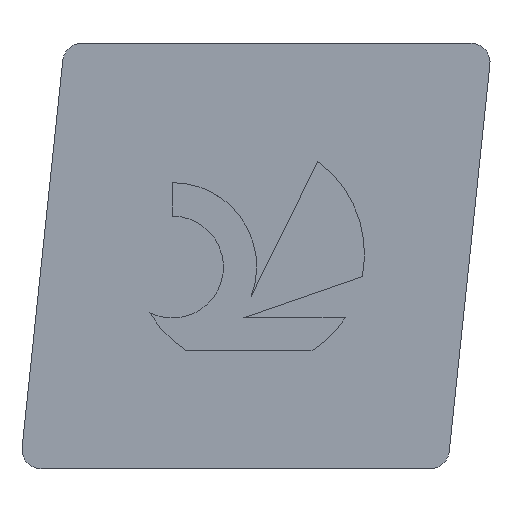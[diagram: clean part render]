
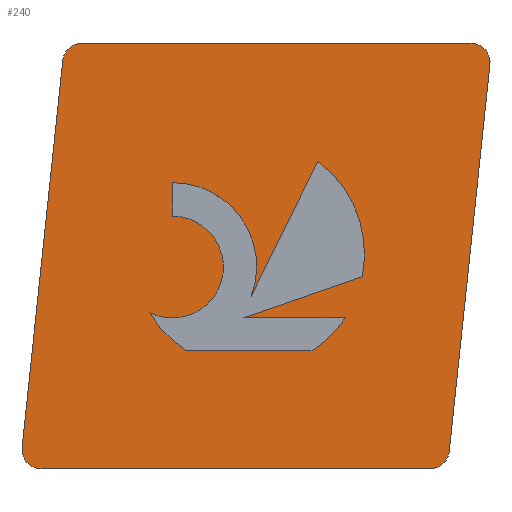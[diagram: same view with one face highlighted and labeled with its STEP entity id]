
A CAD part, top view. The second image highlights one B-rep face of the part: STEP entity #240.
In plain terms, the highlighted planar face has unit normal (0, 0, 1).
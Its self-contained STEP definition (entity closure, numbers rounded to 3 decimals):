
#142=EDGE_CURVE('',#242,#208,#394,.T.);
#146=EDGE_CURVE('',#230,#152,#399,.T.);
#152=VERTEX_POINT('',#405);
#158=VERTEX_POINT('',#413);
#168=VERTEX_POINT('',#424);
#170=EDGE_CURVE('',#268,#372,#426,.T.);
#174=VERTEX_POINT('',#430);
#186=VERTEX_POINT('',#443);
#192=EDGE_CURVE('',#168,#230,#450,.T.);
#198=EDGE_CURVE('',#334,#158,#456,.T.);
#208=VERTEX_POINT('',#466);
#210=EDGE_CURVE('',#298,#334,#468,.T.);
#216=VERTEX_POINT('',#474);
#224=EDGE_CURVE('',#350,#352,#483,.T.);
#226=EDGE_CURVE('',#372,#228,#485,.T.);
#228=VERTEX_POINT('',#487);
#230=VERTEX_POINT('',#489);
#234=VERTEX_POINT('',#494);
#238=EDGE_CURVE('',#208,#348,#499,.T.);
#240=ADVANCED_FACE('',(#501,#502),#503,.T.);
#242=VERTEX_POINT('',#505);
#250=EDGE_CURVE('',#348,#298,#514,.T.);
#264=VERTEX_POINT('',#529);
#268=VERTEX_POINT('',#533);
#274=EDGE_CURVE('',#352,#268,#540,.T.);
#276=EDGE_CURVE('',#234,#186,#542,.T.);
#280=EDGE_CURVE('',#228,#168,#546,.T.);
#284=EDGE_CURVE('',#152,#350,#550,.T.);
#288=EDGE_CURVE('',#186,#264,#554,.T.);
#298=VERTEX_POINT('',#566);
#308=EDGE_CURVE('',#158,#234,#577,.T.);
#316=EDGE_CURVE('',#174,#216,#586,.T.);
#324=EDGE_CURVE('',#216,#242,#594,.T.);
#330=EDGE_CURVE('',#264,#174,#600,.T.);
#334=VERTEX_POINT('',#604);
#348=VERTEX_POINT('',#621);
#350=VERTEX_POINT('',#623);
#352=VERTEX_POINT('',#625);
#372=VERTEX_POINT('',#646);
#394=CIRCLE('',#660,4.845);
#399=LINE('',#666,#667);
#405=CARTESIAN_POINT('',(2.596,17.85,0.0));
#413=CARTESIAN_POINT('',(9.705,7.22,0.0));
#424=CARTESIAN_POINT('',(19.732,16.966,0.0));
#426=LINE('',#703,#704);
#430=CARTESIAN_POINT('',(13.657,6.326,0.0));
#443=CARTESIAN_POINT('',(14.374,8.062,0.0));
#450=CIRCLE('',#736,0.8);
#456=CIRCLE('',#746,3.52);
#466=CARTESIAN_POINT('',(5.45,6.547,0.0));
#468=LINE('',#767,#768);
#474=CARTESIAN_POINT('',(12.263,4.947,0.0));
#483=LINE('',#786,#787);
#485=CIRCLE('',#790,0.8);
#487=CARTESIAN_POINT('',(18.024,0.716,0.0));
#489=CARTESIAN_POINT('',(18.936,17.85,0.0));
#494=CARTESIAN_POINT('',(12.507,12.903,0.0));
#499=CIRCLE('',#805,2.139);
#501=FACE_BOUND('',#807,.T.);
#502=FACE_OUTER_BOUND('',#808,.T.);
#503=PLANE('',#809);
#505=CARTESIAN_POINT('',(6.982,4.947,0.0));
#514=CIRCLE('',#823,2.139);
#529=CARTESIAN_POINT('',(9.376,6.326,0.0));
#533=CARTESIAN_POINT('',(0.888,0.0,0.0));
#540=CIRCLE('',#855,0.8);
#542=CIRCLE('',#858,4.845);
#546=LINE('',#863,#864);
#550=CIRCLE('',#871,0.8);
#554=LINE('',#878,#879);
#566=CARTESIAN_POINT('',(6.393,10.598,0.0));
#577=LINE('',#909,#910);
#586=CIRCLE('',#922,4.845);
#594=LINE('',#933,#934);
#600=LINE('',#945,#946);
#604=CARTESIAN_POINT('',(6.393,12.004,0.0));
#621=CARTESIAN_POINT('',(7.363,10.372,0.0));
#623=CARTESIAN_POINT('',(1.801,17.134,0.0));
#625=CARTESIAN_POINT('',(0.093,0.884,0.0));
#646=CARTESIAN_POINT('',(17.228,0.0,0.0));
#660=AXIS2_PLACEMENT_3D('',#1015,#1016,#1017);
#666=CARTESIAN_POINT('',(18.936,17.85,0.0));
#667=VECTOR('',#1026,1.0);
#703=CARTESIAN_POINT('',(0.888,0.0,0.0));
#704=VECTOR('',#1056,1.0);
#736=AXIS2_PLACEMENT_3D('',#1080,#1081,#1082);
#746=AXIS2_PLACEMENT_3D('',#1087,#1088,#1089);
#767=CARTESIAN_POINT('',(6.393,10.465,0.0));
#768=VECTOR('',#1094,1.0);
#786=CARTESIAN_POINT('',(1.801,17.134,0.0));
#787=VECTOR('',#1116,1.0);
#790=AXIS2_PLACEMENT_3D('',#1117,#1118,#1119);
#805=AXIS2_PLACEMENT_3D('',#1135,#1136,#1137);
#807=EDGE_LOOP('',(#1139,#1140,#1141,#1142,#1143,#1144,#1145,#1146,#1147,#1148,#1149));
#808=EDGE_LOOP('',(#1150,#1151,#1152,#1153,#1154,#1155,#1156,#1157));
#809=AXIS2_PLACEMENT_3D('',#1158,#1159,#1160);
#823=AXIS2_PLACEMENT_3D('',#1170,#1171,#1172);
#855=AXIS2_PLACEMENT_3D('',#1196,#1197,#1198);
#858=AXIS2_PLACEMENT_3D('',#1199,#1200,#1201);
#863=CARTESIAN_POINT('',(18.024,0.716,0.0));
#864=VECTOR('',#1202,1.0);
#871=AXIS2_PLACEMENT_3D('',#1204,#1205,#1206);
#878=CARTESIAN_POINT('',(10.018,6.549,0.0));
#879=VECTOR('',#1208,1.0);
#909=CARTESIAN_POINT('',(11.464,10.788,0.0));
#910=VECTOR('',#1240,1.0);
#922=AXIS2_PLACEMENT_3D('',#1249,#1250,#1251);
#933=CARTESIAN_POINT('',(8.447,4.947,0.0));
#934=VECTOR('',#1253,1.0);
#945=CARTESIAN_POINT('',(11.785,6.326,0.0));
#946=VECTOR('',#1256,1.0);
#1015=CARTESIAN_POINT('',(9.622,9.009,0.0));
#1016=DIRECTION('',(-0.0,0.0,-1.0));
#1017=DIRECTION('',(-0.861,-0.508,0.0));
#1026=DIRECTION('',(-1.0,0.0,0.0));
#1056=DIRECTION('',(1.0,0.0,0.0));
#1080=CARTESIAN_POINT('',(18.936,17.05,0.0));
#1081=DIRECTION('',(-0.0,0.0,1.0));
#1082=DIRECTION('',(0.995,-0.105,0.0));
#1087=CARTESIAN_POINT('',(6.42,8.485,0.0));
#1088=DIRECTION('',(0.0,-0.0,-1.0));
#1089=DIRECTION('',(0.933,-0.359,0.0));
#1094=DIRECTION('',(0.0,1.0,0.0));
#1116=DIRECTION('',(-0.105,-0.995,0.0));
#1117=CARTESIAN_POINT('',(17.228,0.8,0.0));
#1118=DIRECTION('',(0.0,0.0,1.0));
#1119=DIRECTION('',(0.,-1.0,0.0));
#1135=CARTESIAN_POINT('',(6.407,8.459,0.0));
#1136=DIRECTION('',(0.0,0.0,1.0));
#1137=DIRECTION('',(-0.447,-0.894,0.0));
#1139=ORIENTED_EDGE('',*,*,#210,.T.);
#1140=ORIENTED_EDGE('',*,*,#198,.T.);
#1141=ORIENTED_EDGE('',*,*,#308,.T.);
#1142=ORIENTED_EDGE('',*,*,#276,.T.);
#1143=ORIENTED_EDGE('',*,*,#288,.T.);
#1144=ORIENTED_EDGE('',*,*,#330,.T.);
#1145=ORIENTED_EDGE('',*,*,#316,.T.);
#1146=ORIENTED_EDGE('',*,*,#324,.T.);
#1147=ORIENTED_EDGE('',*,*,#142,.T.);
#1148=ORIENTED_EDGE('',*,*,#238,.T.);
#1149=ORIENTED_EDGE('',*,*,#250,.T.);
#1150=ORIENTED_EDGE('',*,*,#170,.T.);
#1151=ORIENTED_EDGE('',*,*,#226,.T.);
#1152=ORIENTED_EDGE('',*,*,#280,.T.);
#1153=ORIENTED_EDGE('',*,*,#192,.T.);
#1154=ORIENTED_EDGE('',*,*,#146,.T.);
#1155=ORIENTED_EDGE('',*,*,#284,.T.);
#1156=ORIENTED_EDGE('',*,*,#224,.T.);
#1157=ORIENTED_EDGE('',*,*,#274,.T.);
#1158=CARTESIAN_POINT('',(9.912,8.925,0.0));
#1159=DIRECTION('',(0.0,0.0,1.0));
#1160=DIRECTION('',(1.0,0.0,0.0));
#1170=CARTESIAN_POINT('',(6.407,8.459,0.0));
#1171=DIRECTION('',(0.0,0.0,1.0));
#1172=DIRECTION('',(-0.447,-0.894,0.0));
#1196=CARTESIAN_POINT('',(0.888,0.8,0.0));
#1197=DIRECTION('',(0.0,0.0,1.0));
#1198=DIRECTION('',(-0.995,0.105,0.0));
#1199=CARTESIAN_POINT('',(9.622,9.009,0.0));
#1200=DIRECTION('',(0.0,-0.0,-1.0));
#1201=DIRECTION('',(0.981,-0.196,0.0));
#1202=DIRECTION('',(0.105,0.995,0.0));
#1204=CARTESIAN_POINT('',(2.596,17.05,0.0));
#1205=DIRECTION('',(0.0,0.0,1.0));
#1206=DIRECTION('',(0.,1.0,0.0));
#1208=DIRECTION('',(-0.945,-0.328,0.0));
#1240=DIRECTION('',(0.442,0.897,-0.0));
#1249=CARTESIAN_POINT('',(9.622,9.009,0.0));
#1250=DIRECTION('',(0.0,-0.0,-1.0));
#1251=DIRECTION('',(0.545,-0.838,0.0));
#1253=DIRECTION('',(-1.0,0.0,0.0));
#1256=DIRECTION('',(1.0,0.0,0.0));
